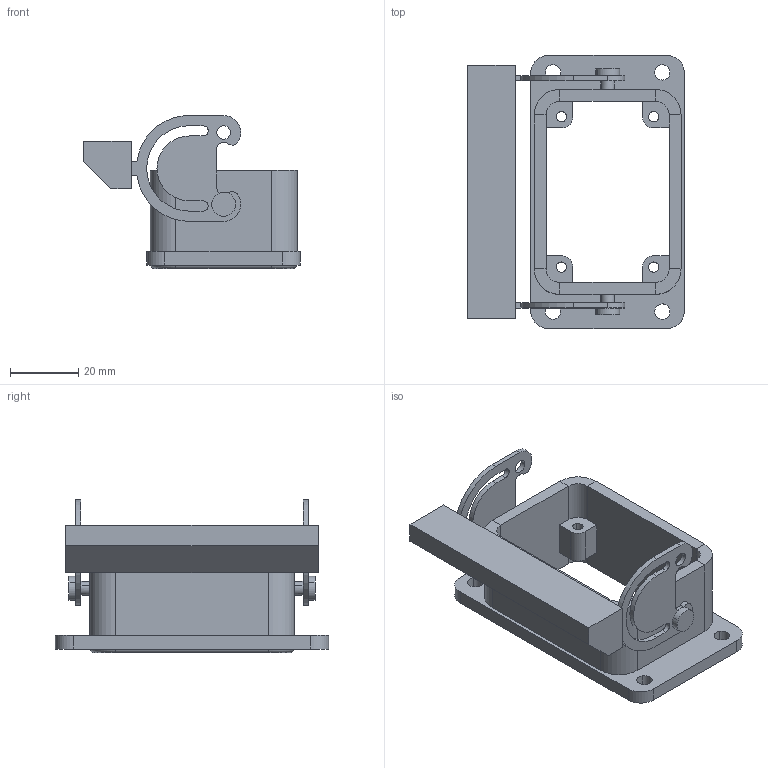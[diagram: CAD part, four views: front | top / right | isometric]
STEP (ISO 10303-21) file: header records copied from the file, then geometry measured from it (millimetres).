
FILE_DESCRIPTION(('CATIA V5 STEP Exchange','CAx-IF Rec.Pracs.--- Model Styling and Organization---1.5--- 2016-08-15','CAx-IF Rec.Pracs.---Supplemental Geometry---1.0---2011-11-01','CAx-IF Rec.Pracs.--- Composite Materials ---1.1---2010-07-15'),'2;1');
FILE_NAME ('13338504_2', '2025-04-07T06:07:29+00:00', ('none'), ('Weidmueller'), 'CATIA Version 5-6 Release 2022 SP4 HF5', 'CATIA V5 STEP AP214 v3', 'none');
FILE_SCHEMA(('AUTOMOTIVE_DESIGN { 1 0 10303 214 1 1 1 1 }'));
Length unit declared in the file: millimetre
Products named in the file (1): 1019870000_S
Bounding box: 63.5 x 80 x 44.8 mm (x, y, z)
Volume: 37955.5 mm3; surface area: 22005.7 mm2
Topology: 1 solids, 1 shells, 161 faces, 446 edges, 292 vertices
Faces by surface type: cylinder 81, plane 76, torus 4
Entity records: 4879 total; most frequent: CARTESIAN_POINT 946, ORIENTED_EDGE 892, DIRECTION 628, EDGE_CURVE 446, VERTEX_POINT 292, AXIS2_PLACEMENT_3D 269, VECTOR 265, LINE 265
